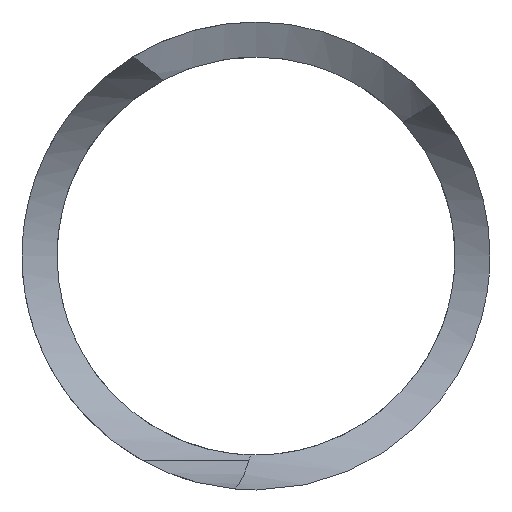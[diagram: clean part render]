
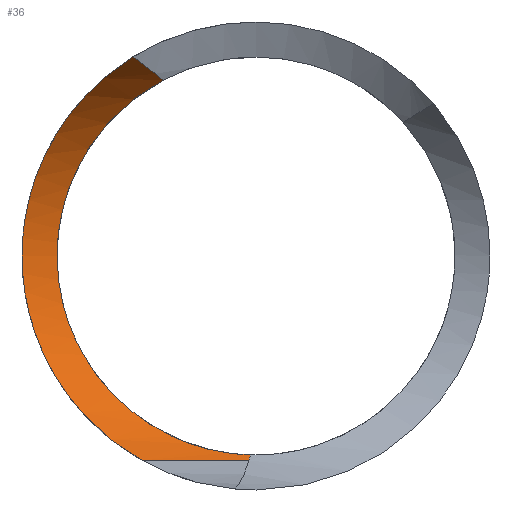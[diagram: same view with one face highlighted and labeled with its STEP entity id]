
A CAD part, front view. The second image highlights one B-rep face of the part: STEP entity #36.
In plain terms, the highlighted cylindrical face has radius 10 mm (diameter 20 mm), a partial arc.
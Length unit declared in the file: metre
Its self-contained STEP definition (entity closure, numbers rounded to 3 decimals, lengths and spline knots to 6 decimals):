
#36=ADVANCED_FACE('',(#76),#77,.F.);
#76=FACE_OUTER_BOUND('',#117,.T.);
#77=CYLINDRICAL_SURFACE('',#118,0.01);
#117=EDGE_LOOP('',(#152,#153,#154,#155,#156,#157,#158));
#118=AXIS2_PLACEMENT_3D('',#159,#160,#161);
#152=ORIENTED_EDGE('',*,*,#273,.F.);
#153=ORIENTED_EDGE('',*,*,#274,.F.);
#154=ORIENTED_EDGE('',*,*,#275,.T.);
#155=ORIENTED_EDGE('',*,*,#276,.F.);
#156=ORIENTED_EDGE('',*,*,#277,.T.);
#157=ORIENTED_EDGE('',*,*,#278,.T.);
#158=ORIENTED_EDGE('',*,*,#279,.F.);
#159=CARTESIAN_POINT('',(-1.661112,-0.220006,-0.016125));
#160=DIRECTION('',(1.0,0.0,0.0));
#161=DIRECTION('',(0.0,-0.487,0.873));
#273=EDGE_CURVE('',#323,#324,#325,.T.);
#274=EDGE_CURVE('0:1020',#326,#323,#327,.T.);
#275=EDGE_CURVE('0:988',#326,#328,#329,.F.);
#276=EDGE_CURVE('0:983',#330,#328,#331,.T.);
#277=EDGE_CURVE('0:279',#330,#332,#333,.T.);
#278=EDGE_CURVE('0:358',#332,#334,#335,.T.);
#279=EDGE_CURVE('',#324,#334,#336,.T.);
#323=VERTEX_POINT('',#400);
#324=VERTEX_POINT('',#401);
#325=LINE('',#402,#403);
#326=VERTEX_POINT('',#404);
#327=ELLIPSE('',#405,0.010117,0.01);
#328=VERTEX_POINT('',#406);
#329=B_SPLINE_CURVE_WITH_KNOTS('',3,(#407,#408,#409,#410,#411,#412,#413,#414,#415,#416,#417,#418,#419,#420,#421,#422,#423,#424,#425),.UNSPECIFIED.,.F.,.F.,(4,3,3,3,3,3,4),(0.041875,0.044275,0.046847,0.048107,0.04931,0.051993,0.055599),.UNSPECIFIED.);
#330=VERTEX_POINT('',#426);
#331=B_SPLINE_CURVE_WITH_KNOTS('',3,(#427,#428,#429,#430,#431,#432,#433,#434,#435,#436,#437,#438,#439),.UNSPECIFIED.,.F.,.F.,(4,3,3,3,4),(6.050205,10.104241,14.504604,18.325711,20.475109),.UNSPECIFIED.);
#332=VERTEX_POINT('',#440);
#333=ELLIPSE('',#441,0.013486,0.01);
#334=VERTEX_POINT('',#442);
#335=B_SPLINE_CURVE_WITH_KNOTS('',3,(#443,#444,#445,#446,#447,#448,#449,#450,#451,#452,#453,#454,#455),.UNSPECIFIED.,.F.,.F.,(4,3,3,3,4),(11.322986,16.794275,21.636817,25.742251,27.89142),.UNSPECIFIED.);
#336=B_SPLINE_CURVE_WITH_KNOTS('',3,(#456,#457,#458,#459,#460,#461,#462,#463,#464,#465,#466,#467,#468,#469,#470,#471,#472,#473,#474,#475,#476,#477,#478,#479,#480,#481,#482,#483),.UNSPECIFIED.,.F.,.F.,(4,3,3,3,3,3,3,3,3,4),(1.971268,3.591268,4.712939,5.700618,7.522348,13.350057,18.352611,22.838408,26.894087,27.89126),.UNSPECIFIED.);
#400=CARTESIAN_POINT('',(-1.656305,-0.215137,-0.024859));
#401=CARTESIAN_POINT('',(-1.660869,-0.215137,-0.024859));
#402=CARTESIAN_POINT('',(-1.66112,-0.215137,-0.024859));
#403=VECTOR('',#868,1.0);
#404=CARTESIAN_POINT('',(-1.656234,-0.214733,-0.024621));
#405=AXIS2_PLACEMENT_3D('',#869,#870,#871);
#406=CARTESIAN_POINT('',(-1.6645,-0.210006,-0.016125));
#407=CARTESIAN_POINT('',(-1.6645,-0.210006,-0.016125));
#408=CARTESIAN_POINT('',(-1.6645,-0.210006,-0.016925));
#409=CARTESIAN_POINT('',(-1.664384,-0.210106,-0.017743));
#410=CARTESIAN_POINT('',(-1.664156,-0.210297,-0.01852));
#411=CARTESIAN_POINT('',(-1.663911,-0.210502,-0.019352));
#412=CARTESIAN_POINT('',(-1.66354,-0.210812,-0.020134));
#413=CARTESIAN_POINT('',(-1.663086,-0.211177,-0.02082));
#414=CARTESIAN_POINT('',(-1.662863,-0.211355,-0.021156));
#415=CARTESIAN_POINT('',(-1.662621,-0.211547,-0.021469));
#416=CARTESIAN_POINT('',(-1.662368,-0.211742,-0.021755));
#417=CARTESIAN_POINT('',(-1.662126,-0.211928,-0.022029));
#418=CARTESIAN_POINT('',(-1.661877,-0.212116,-0.022276));
#419=CARTESIAN_POINT('',(-1.661607,-0.212313,-0.022513));
#420=CARTESIAN_POINT('',(-1.661005,-0.212752,-0.023042));
#421=CARTESIAN_POINT('',(-1.660312,-0.213227,-0.023497));
#422=CARTESIAN_POINT('',(-1.659559,-0.213649,-0.023844));
#423=CARTESIAN_POINT('',(-1.658547,-0.214215,-0.02431));
#424=CARTESIAN_POINT('',(-1.657427,-0.21468,-0.024589));
#425=CARTESIAN_POINT('',(-1.656234,-0.214733,-0.024621));
#426=CARTESIAN_POINT('',(-1.659967,-0.213412,-0.008607));
#427=CARTESIAN_POINT('',(-1.659967,-0.213412,-0.008607));
#428=CARTESIAN_POINT('',(-1.660727,-0.212954,-0.009008));
#429=CARTESIAN_POINT('',(-1.661409,-0.212466,-0.009513));
#430=CARTESIAN_POINT('',(-1.662009,-0.212015,-0.010113));
#431=CARTESIAN_POINT('',(-1.66266,-0.211526,-0.010763));
#432=CARTESIAN_POINT('',(-1.663214,-0.211077,-0.01153));
#433=CARTESIAN_POINT('',(-1.663632,-0.210733,-0.012383));
#434=CARTESIAN_POINT('',(-1.663995,-0.210434,-0.013123));
#435=CARTESIAN_POINT('',(-1.664253,-0.210215,-0.013928));
#436=CARTESIAN_POINT('',(-1.664387,-0.210102,-0.014746));
#437=CARTESIAN_POINT('',(-1.664463,-0.210038,-0.015205));
#438=CARTESIAN_POINT('',(-1.6645,-0.210006,-0.015669));
#439=CARTESIAN_POINT('',(-1.6645,-0.210006,-0.016125));
#440=CARTESIAN_POINT('',(-1.661259,-0.214748,-0.007619));
#441=AXIS2_PLACEMENT_3D('',#872,#873,#874);
#442=CARTESIAN_POINT('',(-1.666,-0.210006,-0.016125));
#443=CARTESIAN_POINT('',(-1.661259,-0.214748,-0.007619));
#444=CARTESIAN_POINT('',(-1.662113,-0.213893,-0.008147));
#445=CARTESIAN_POINT('',(-1.662919,-0.213087,-0.008823));
#446=CARTESIAN_POINT('',(-1.663623,-0.212383,-0.009652));
#447=CARTESIAN_POINT('',(-1.664246,-0.211761,-0.010386));
#448=CARTESIAN_POINT('',(-1.664788,-0.211218,-0.011243));
#449=CARTESIAN_POINT('',(-1.665194,-0.210812,-0.012192));
#450=CARTESIAN_POINT('',(-1.665539,-0.210468,-0.012997));
#451=CARTESIAN_POINT('',(-1.665782,-0.210224,-0.013867));
#452=CARTESIAN_POINT('',(-1.665904,-0.210102,-0.014746));
#453=CARTESIAN_POINT('',(-1.665969,-0.210038,-0.015206));
#454=CARTESIAN_POINT('',(-1.666,-0.210006,-0.015669));
#455=CARTESIAN_POINT('',(-1.666,-0.210006,-0.016125));
#456=CARTESIAN_POINT('',(-1.656892,-0.219114,-0.026085));
#457=CARTESIAN_POINT('',(-1.657096,-0.21891,-0.026067));
#458=CARTESIAN_POINT('',(-1.657279,-0.218727,-0.026045));
#459=CARTESIAN_POINT('',(-1.657499,-0.218507,-0.026012));
#460=CARTESIAN_POINT('',(-1.657652,-0.218354,-0.025989));
#461=CARTESIAN_POINT('',(-1.657824,-0.218182,-0.025959));
#462=CARTESIAN_POINT('',(-1.658009,-0.217997,-0.025921));
#463=CARTESIAN_POINT('',(-1.658173,-0.217834,-0.025887));
#464=CARTESIAN_POINT('',(-1.658341,-0.217665,-0.025848));
#465=CARTESIAN_POINT('',(-1.658507,-0.217499,-0.025805));
#466=CARTESIAN_POINT('',(-1.658814,-0.217192,-0.025726));
#467=CARTESIAN_POINT('',(-1.659118,-0.216888,-0.025632));
#468=CARTESIAN_POINT('',(-1.65942,-0.216586,-0.025522));
#469=CARTESIAN_POINT('',(-1.660384,-0.215622,-0.025171));
#470=CARTESIAN_POINT('',(-1.661321,-0.214685,-0.024662));
#471=CARTESIAN_POINT('',(-1.662185,-0.213821,-0.023982));
#472=CARTESIAN_POINT('',(-1.662927,-0.213079,-0.023398));
#473=CARTESIAN_POINT('',(-1.663613,-0.212393,-0.022689));
#474=CARTESIAN_POINT('',(-1.664197,-0.211809,-0.021852));
#475=CARTESIAN_POINT('',(-1.664721,-0.211285,-0.021102));
#476=CARTESIAN_POINT('',(-1.66516,-0.210846,-0.020251));
#477=CARTESIAN_POINT('',(-1.665471,-0.210536,-0.019335));
#478=CARTESIAN_POINT('',(-1.665751,-0.210255,-0.018508));
#479=CARTESIAN_POINT('',(-1.665924,-0.210082,-0.017631));
#480=CARTESIAN_POINT('',(-1.66598,-0.210026,-0.016763));
#481=CARTESIAN_POINT('',(-1.665993,-0.210013,-0.016549));
#482=CARTESIAN_POINT('',(-1.666,-0.210006,-0.016336));
#483=CARTESIAN_POINT('',(-1.666,-0.210006,-0.016125));
#868=DIRECTION('',(-1.0,0.0,0.0));
#869=CARTESIAN_POINT('',(-1.656,-0.220006,-0.016125));
#870=DIRECTION('',(-0.988,0.115,0.099));
#871=DIRECTION('',(0.152,0.751,0.643));
#872=CARTESIAN_POINT('',(-1.656,-0.220006,-0.016125));
#873=DIRECTION('',(0.742,-0.259,0.619));
#874=DIRECTION('',(0.671,0.287,-0.684));
